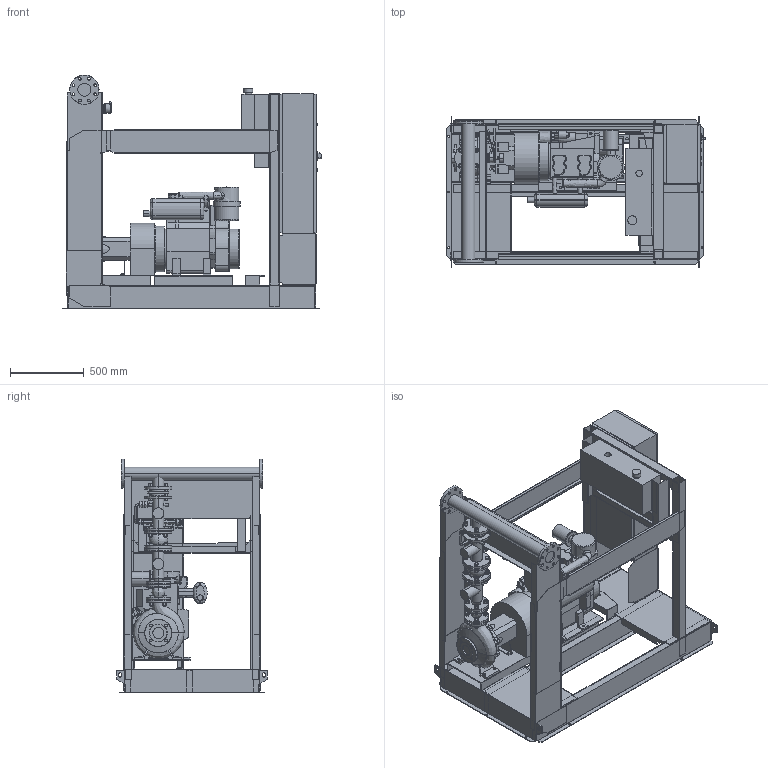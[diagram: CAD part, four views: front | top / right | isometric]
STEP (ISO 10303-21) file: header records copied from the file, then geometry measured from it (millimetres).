
FILE_DESCRIPTION((''),'2;1');
FILE_NAME('3d_Sifire-EN-50_250-230-26.5D-4183815.stp','2015-05-26T10:36:42',(''),(''),'Mechanical Desktop 2009','Mechanical Desktop 2009',', , ');
FILE_SCHEMA(('CONFIG_CONTROL_DESIGN'));
Length unit declared in the file: millimetre
Products named in the file (1): Product
Bounding box: 1754.5 x 1026 x 1590 mm (x, y, z)
Volume: 264181537.7 mm3; surface area: 22785307.8 mm2
Topology: 118 solids, 118 shells, 3166 faces, 7715 edges, 4913 vertices
Faces by surface type: bspline 1378, plane 1050, cylinder 418, cone 276, torus 42, sphere 2
Entity records: 104943 total; most frequent: CARTESIAN_POINT 35751, ORIENTED_EDGE 15414, DIRECTION 12529, EDGE_CURVE 7707, VERTEX_POINT 4910, VECTOR 4597, LINE 4597, AXIS2_PLACEMENT_3D 3966
